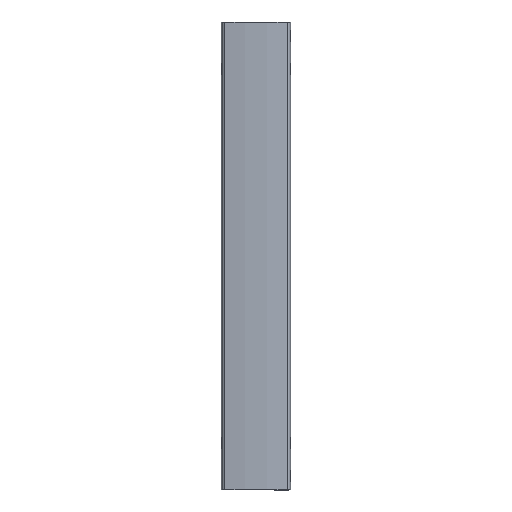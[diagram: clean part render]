
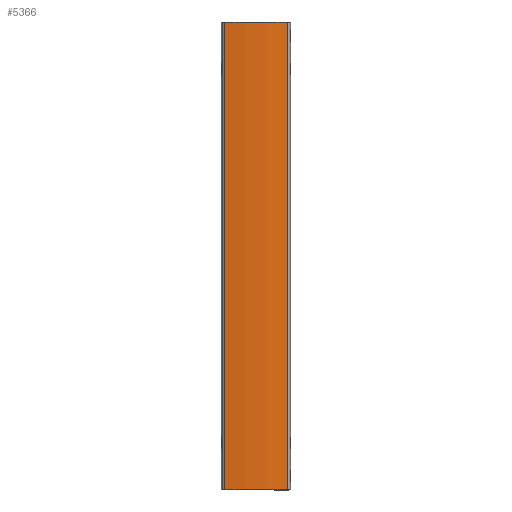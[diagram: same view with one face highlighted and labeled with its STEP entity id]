
A CAD part, left-side view. The second image highlights one B-rep face of the part: STEP entity #5366.
In plain terms, the highlighted cylindrical face has radius 255 mm (diameter 510 mm), a partial arc.
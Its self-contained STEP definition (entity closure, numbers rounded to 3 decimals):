
#2655=CARTESIAN_POINT('',(227.5,0.,0.));
#2656=DIRECTION('',(0.,0.,1.));
#2657=DIRECTION('',(-0.991,0.132,0.));
#2658=AXIS2_PLACEMENT_3D('',#2655,#2656,#2657);
#3281=DIRECTION('',(0.,0.,-1.));
#3282=VECTOR('',#3281,500.);
#3283=CARTESIAN_POINT('',(-25.273,33.63,500.));
#3284=LINE('',#3283,#3282);
#3288=DIRECTION('',(0.,0.,-1.));
#3289=VECTOR('',#3288,500.);
#3290=CARTESIAN_POINT('',(-25.273,-33.63,500.));
#3291=LINE('',#3290,#3289);
#3351=CARTESIAN_POINT('',(227.5,0.,500.));
#3352=DIRECTION('',(0.,0.,1.));
#3353=DIRECTION('',(-0.991,0.132,0.));
#3354=AXIS2_PLACEMENT_3D('',#3351,#3352,#3353);
#4825=CARTESIAN_POINT('',(-25.273,33.63,0.));
#4827=VERTEX_POINT('',#4825);
#4831=CARTESIAN_POINT('',(-25.273,33.63,500.));
#4832=VERTEX_POINT('',#4831);
#4850=CARTESIAN_POINT('',(-25.273,-33.63,0.));
#4852=VERTEX_POINT('',#4850);
#4853=CARTESIAN_POINT('',(-25.273,-33.63,500.));
#4854=VERTEX_POINT('',#4853);
#5354=CARTESIAN_POINT('',(227.5,0.,0.));
#5355=DIRECTION('',(0.,0.,1.));
#5356=DIRECTION('',(1.,0.,0.));
#5357=AXIS2_PLACEMENT_3D('',#5354,#5355,#5356);
#5358=CYLINDRICAL_SURFACE('',#5357,255.);
#5359=ORIENTED_EDGE('',*,*,#5193,.F.);
#5361=ORIENTED_EDGE('',*,*,#5360,.T.);
#5362=ORIENTED_EDGE('',*,*,#5346,.T.);
#5363=ORIENTED_EDGE('',*,*,#5116,.F.);
#5364=EDGE_LOOP('',(#5359,#5361,#5362,#5363));
#5365=FACE_OUTER_BOUND('',#5364,.F.);
#2659=CIRCLE('',#2658,255.);
#3355=CIRCLE('',#3354,255.);
#5116=EDGE_CURVE('',#4827,#4852,#2659,.T.);
#5193=EDGE_CURVE('',#4832,#4827,#3284,.T.);
#5346=EDGE_CURVE('',#4854,#4852,#3291,.T.);
#5360=EDGE_CURVE('',#4832,#4854,#3355,.T.);
#5366=ADVANCED_FACE('',(#5365),#5358,.T.);
